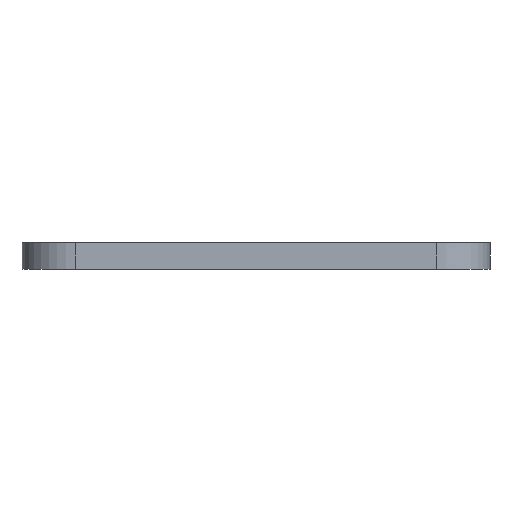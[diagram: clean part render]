
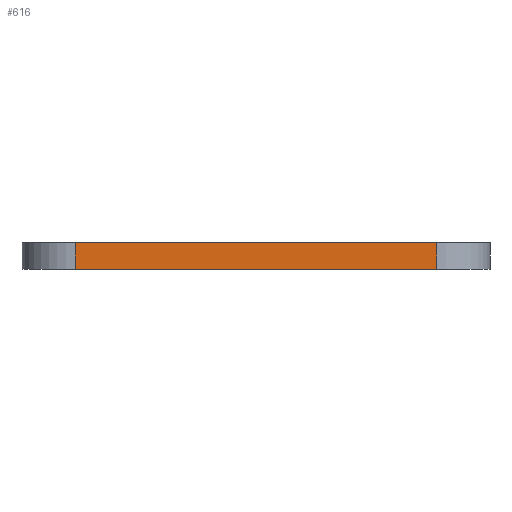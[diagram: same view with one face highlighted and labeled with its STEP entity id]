
A CAD part, left-side view. The second image highlights one B-rep face of the part: STEP entity #616.
In plain terms, the highlighted planar face has unit normal (-1, 0, 0).
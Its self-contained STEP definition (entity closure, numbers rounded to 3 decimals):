
#36 = LINE ( 'NONE', #117, #99 ) ;
#99 = VECTOR ( 'NONE', #731, 1000. ) ;
#110 = CARTESIAN_POINT ( 'NONE',  ( -33.513, 17., 0. ) ) ;
#117 = CARTESIAN_POINT ( 'NONE',  ( -33.513, 17., -2.5 ) ) ;
#158 = VECTOR ( 'NONE', #651, 1000. ) ;
#164 = CARTESIAN_POINT ( 'NONE',  ( -33.513, 22., 0. ) ) ;
#177 = CARTESIAN_POINT ( 'NONE',  ( -33.513, -17., -2.5 ) ) ;
#200 = VERTEX_POINT ( 'NONE', #236 ) ;
#218 = VECTOR ( 'NONE', #239, 1000. ) ;
#228 = AXIS2_PLACEMENT_3D ( 'NONE', #1074, #1060, #744 ) ;
#236 = CARTESIAN_POINT ( 'NONE',  ( -33.513, 17., -2.5 ) ) ;
#239 = DIRECTION ( 'NONE',  ( 0., -1., 0. ) ) ;
#250 = CARTESIAN_POINT ( 'NONE',  ( -33.513, -17., -2.5 ) ) ;
#254 = CARTESIAN_POINT ( 'NONE',  ( -33.513, -17., 0. ) ) ;
#260 = EDGE_CURVE ( 'NONE', #812, #474, #608, .T. ) ;
#298 = LINE ( 'NONE', #640, #158 ) ;
#319 = VECTOR ( 'NONE', #946, 1000. ) ;
#392 = PLANE ( 'NONE',  #228 ) ;
#474 = VERTEX_POINT ( 'NONE', #254 ) ;
#510 = ORIENTED_EDGE ( 'NONE', *, *, #705, .F. ) ;
#586 = EDGE_CURVE ( 'NONE', #980, #200, #36, .T. ) ;
#608 = LINE ( 'NONE', #177, #319 ) ;
#616 = ADVANCED_FACE ( 'NONE', ( #829 ), #392, .T. ) ;
#640 = CARTESIAN_POINT ( 'NONE',  ( -33.513, 22., -2.5 ) ) ;
#651 = DIRECTION ( 'NONE',  ( 0., -1., 0. ) ) ;
#694 = ORIENTED_EDGE ( 'NONE', *, *, #586, .T. ) ;
#705 = EDGE_CURVE ( 'NONE', #980, #474, #1100, .T. ) ;
#731 = DIRECTION ( 'NONE',  ( 0., 0., -1. ) ) ;
#744 = DIRECTION ( 'NONE',  ( 0., 0., 1. ) ) ;
#812 = VERTEX_POINT ( 'NONE', #250 ) ;
#829 = FACE_OUTER_BOUND ( 'NONE', #977, .T. ) ;
#905 = ORIENTED_EDGE ( 'NONE', *, *, #931, .T. ) ;
#931 = EDGE_CURVE ( 'NONE', #200, #812, #298, .T. ) ;
#946 = DIRECTION ( 'NONE',  ( 0., 0., 1. ) ) ;
#977 = EDGE_LOOP ( 'NONE', ( #905, #1084, #510, #694 ) ) ;
#980 = VERTEX_POINT ( 'NONE', #110 ) ;
#1060 = DIRECTION ( 'NONE',  ( -1., 0., 0. ) ) ;
#1074 = CARTESIAN_POINT ( 'NONE',  ( -33.513, 22., -2.5 ) ) ;
#1084 = ORIENTED_EDGE ( 'NONE', *, *, #260, .T. ) ;
#1100 = LINE ( 'NONE', #164, #218 ) ;
